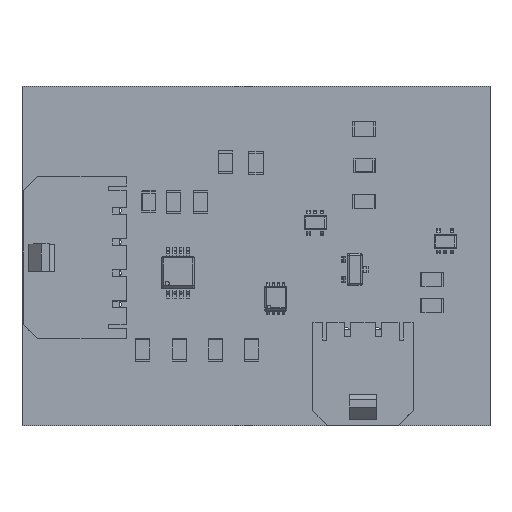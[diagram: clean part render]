
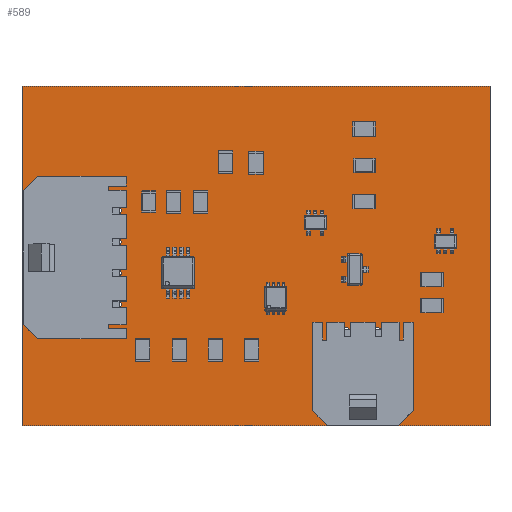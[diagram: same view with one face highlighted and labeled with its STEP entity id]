
A CAD part, top view. The second image highlights one B-rep face of the part: STEP entity #589.
In plain terms, the highlighted planar face has unit normal (0, 0, 1).
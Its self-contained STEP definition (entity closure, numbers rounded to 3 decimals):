
#136 = VERTEX_POINT('',#137);
#137 = CARTESIAN_POINT('',(2.4,0.,0.411));
#143 = EDGE_CURVE('',#136,#144,#146,.T.);
#144 = VERTEX_POINT('',#145);
#145 = CARTESIAN_POINT('',(47.4,0.,0.411));
#146 = LINE('',#147,#148);
#147 = CARTESIAN_POINT('',(2.4,0.,0.411));
#148 = VECTOR('',#149,1.);
#149 = DIRECTION('',(1.,0.,0.));
#174 = EDGE_CURVE('',#144,#175,#177,.T.);
#175 = VERTEX_POINT('',#176);
#176 = CARTESIAN_POINT('',(47.4,32.6,0.411));
#177 = LINE('',#178,#179);
#178 = CARTESIAN_POINT('',(47.4,0.,0.411));
#179 = VECTOR('',#180,1.);
#180 = DIRECTION('',(0.,1.,0.));
#205 = EDGE_CURVE('',#175,#206,#208,.T.);
#206 = VERTEX_POINT('',#207);
#207 = CARTESIAN_POINT('',(2.4,32.6,0.411));
#208 = LINE('',#209,#210);
#209 = CARTESIAN_POINT('',(47.4,32.6,0.411));
#210 = VECTOR('',#211,1.);
#211 = DIRECTION('',(-1.,0.,0.));
#236 = EDGE_CURVE('',#206,#136,#237,.T.);
#237 = LINE('',#238,#239);
#238 = CARTESIAN_POINT('',(2.4,32.6,0.411));
#239 = VECTOR('',#240,1.);
#240 = DIRECTION('',(0.,-1.,0.));
#260 = VERTEX_POINT('',#261);
#261 = CARTESIAN_POINT('',(8.6,13.8,0.411));
#267 = EDGE_CURVE('',#260,#260,#268,.T.);
#268 = CIRCLE('',#269,1.5);
#269 = AXIS2_PLACEMENT_3D('',#270,#271,#272);
#270 = CARTESIAN_POINT('',(7.1,13.8,0.411));
#271 = DIRECTION('',(0.,0.,1.));
#272 = DIRECTION('',(1.,0.,0.));
#293 = VERTEX_POINT('',#294);
#294 = CARTESIAN_POINT('',(11.93,14.65,0.411));
#300 = EDGE_CURVE('',#293,#293,#301,.T.);
#301 = CIRCLE('',#302,0.51);
#302 = AXIS2_PLACEMENT_3D('',#303,#304,#305);
#303 = CARTESIAN_POINT('',(11.42,14.65,0.411));
#304 = DIRECTION('',(0.,0.,1.));
#305 = DIRECTION('',(1.,0.,0.));
#326 = VERTEX_POINT('',#327);
#327 = CARTESIAN_POINT('',(8.6,18.5,0.411));
#333 = EDGE_CURVE('',#326,#326,#334,.T.);
#334 = CIRCLE('',#335,1.5);
#335 = AXIS2_PLACEMENT_3D('',#336,#337,#338);
#336 = CARTESIAN_POINT('',(7.1,18.5,0.411));
#337 = DIRECTION('',(0.,0.,1.));
#338 = DIRECTION('',(1.,0.,0.));
#359 = VERTEX_POINT('',#360);
#360 = CARTESIAN_POINT('',(11.93,17.65,0.411));
#366 = EDGE_CURVE('',#359,#359,#367,.T.);
#367 = CIRCLE('',#368,0.51);
#368 = AXIS2_PLACEMENT_3D('',#369,#370,#371);
#369 = CARTESIAN_POINT('',(11.42,17.65,0.411));
#370 = DIRECTION('',(0.,0.,1.));
#371 = DIRECTION('',(1.,0.,0.));
#392 = VERTEX_POINT('',#393);
#393 = CARTESIAN_POINT('',(34.01,8.92,0.411));
#399 = EDGE_CURVE('',#392,#392,#400,.T.);
#400 = CIRCLE('',#401,0.51);
#401 = AXIS2_PLACEMENT_3D('',#402,#403,#404);
#402 = CARTESIAN_POINT('',(33.5,8.92,0.411));
#403 = DIRECTION('',(0.,0.,1.));
#404 = DIRECTION('',(1.,0.,0.));
#425 = VERTEX_POINT('',#426);
#426 = CARTESIAN_POINT('',(36.5,4.6,0.411));
#432 = EDGE_CURVE('',#425,#425,#433,.T.);
#433 = CIRCLE('',#434,1.5);
#434 = AXIS2_PLACEMENT_3D('',#435,#436,#437);
#435 = CARTESIAN_POINT('',(35.,4.6,0.411));
#436 = DIRECTION('',(0.,0.,1.));
#437 = DIRECTION('',(1.,0.,0.));
#458 = VERTEX_POINT('',#459);
#459 = CARTESIAN_POINT('',(11.93,20.65,0.411));
#465 = EDGE_CURVE('',#458,#458,#466,.T.);
#466 = CIRCLE('',#467,0.51);
#467 = AXIS2_PLACEMENT_3D('',#468,#469,#470);
#468 = CARTESIAN_POINT('',(11.42,20.65,0.411));
#469 = DIRECTION('',(0.,0.,1.));
#470 = DIRECTION('',(1.,0.,0.));
#491 = VERTEX_POINT('',#492);
#492 = CARTESIAN_POINT('',(37.01,8.92,0.411));
#498 = EDGE_CURVE('',#491,#491,#499,.T.);
#499 = CIRCLE('',#500,0.51);
#500 = AXIS2_PLACEMENT_3D('',#501,#502,#503);
#501 = CARTESIAN_POINT('',(36.5,8.92,0.411));
#502 = DIRECTION('',(0.,0.,1.));
#503 = DIRECTION('',(1.,0.,0.));
#524 = VERTEX_POINT('',#525);
#525 = CARTESIAN_POINT('',(11.93,11.65,0.411));
#531 = EDGE_CURVE('',#524,#524,#532,.T.);
#532 = CIRCLE('',#533,0.51);
#533 = AXIS2_PLACEMENT_3D('',#534,#535,#536);
#534 = CARTESIAN_POINT('',(11.42,11.65,0.411));
#535 = DIRECTION('',(0.,0.,1.));
#536 = DIRECTION('',(1.,0.,0.));
#589 = ADVANCED_FACE('',(#590,#596,#599,#602,#605,#608,#611,#614,#617,
    #620),#623,.F.);
#590 = FACE_BOUND('',#591,.T.);
#591 = EDGE_LOOP('',(#592,#593,#594,#595));
#592 = ORIENTED_EDGE('',*,*,#143,.T.);
#593 = ORIENTED_EDGE('',*,*,#174,.T.);
#594 = ORIENTED_EDGE('',*,*,#205,.T.);
#595 = ORIENTED_EDGE('',*,*,#236,.T.);
#596 = FACE_BOUND('',#597,.F.);
#597 = EDGE_LOOP('',(#598));
#598 = ORIENTED_EDGE('',*,*,#267,.T.);
#599 = FACE_BOUND('',#600,.F.);
#600 = EDGE_LOOP('',(#601));
#601 = ORIENTED_EDGE('',*,*,#300,.T.);
#602 = FACE_BOUND('',#603,.F.);
#603 = EDGE_LOOP('',(#604));
#604 = ORIENTED_EDGE('',*,*,#333,.T.);
#605 = FACE_BOUND('',#606,.F.);
#606 = EDGE_LOOP('',(#607));
#607 = ORIENTED_EDGE('',*,*,#366,.T.);
#608 = FACE_BOUND('',#609,.F.);
#609 = EDGE_LOOP('',(#610));
#610 = ORIENTED_EDGE('',*,*,#399,.T.);
#611 = FACE_BOUND('',#612,.F.);
#612 = EDGE_LOOP('',(#613));
#613 = ORIENTED_EDGE('',*,*,#432,.T.);
#614 = FACE_BOUND('',#615,.F.);
#615 = EDGE_LOOP('',(#616));
#616 = ORIENTED_EDGE('',*,*,#465,.T.);
#617 = FACE_BOUND('',#618,.F.);
#618 = EDGE_LOOP('',(#619));
#619 = ORIENTED_EDGE('',*,*,#498,.T.);
#620 = FACE_BOUND('',#621,.F.);
#621 = EDGE_LOOP('',(#622));
#622 = ORIENTED_EDGE('',*,*,#531,.T.);
#623 = PLANE('',#624);
#624 = AXIS2_PLACEMENT_3D('',#625,#626,#627);
#625 = CARTESIAN_POINT('',(2.4,0.,0.411));
#626 = DIRECTION('',(0.,0.,-1.));
#627 = DIRECTION('',(-1.,0.,0.));
